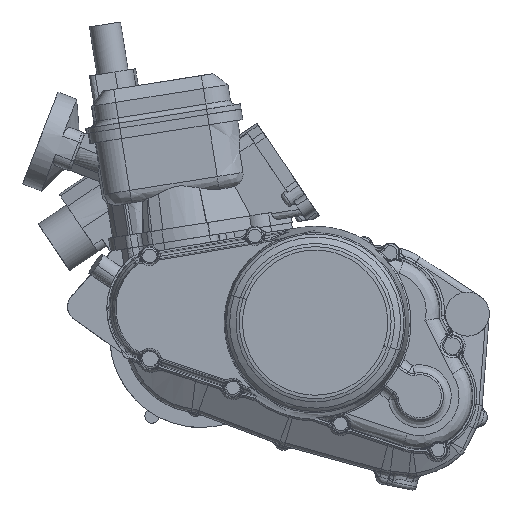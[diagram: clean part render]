
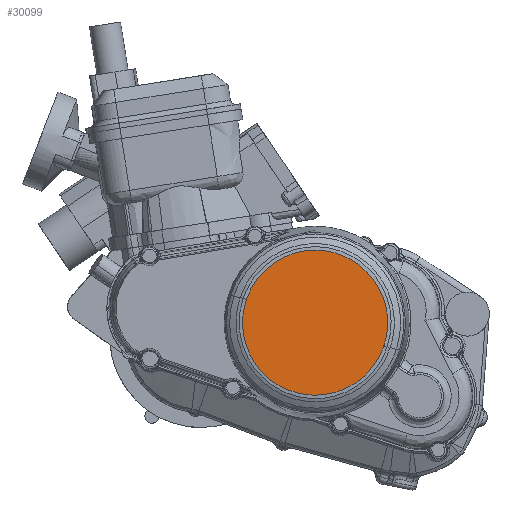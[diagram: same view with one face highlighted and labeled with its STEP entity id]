
A CAD part, left-side view. The second image highlights one B-rep face of the part: STEP entity #30099.
In plain terms, the highlighted free-form (B-spline) face has degree [1, 1] with [2, 2] control points.
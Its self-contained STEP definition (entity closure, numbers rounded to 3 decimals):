
#30060 = VERTEX_POINT('',#30061);
#30061 = CARTESIAN_POINT('',(-187.35,-9.394,
    14.415));
#30069 = VERTEX_POINT('',#30070);
#30070 = CARTESIAN_POINT('',(-187.35,-144.985,
    -31.249));
#30076 = EDGE_CURVE('',#30069,#30060,#30077,.T.);
#30077 = ( BOUNDED_CURVE() B_SPLINE_CURVE(2,(#30078,#30079,#30080,#30081
,#30082),.UNSPECIFIED.,.F.,.F.) B_SPLINE_CURVE_WITH_KNOTS((3,2,3),(0.,
1.571,3.142),.PIECEWISE_BEZIER_KNOTS.) CURVE() 
GEOMETRIC_REPRESENTATION_ITEM() RATIONAL_B_SPLINE_CURVE((1.,
0.707,1.,0.707,1.)) REPRESENTATION_ITEM('') );
#30078 = CARTESIAN_POINT('',(-187.35,-144.985,
    -31.249));
#30079 = CARTESIAN_POINT('',(-187.35,-122.153,
    -99.045));
#30080 = CARTESIAN_POINT('',(-187.35,-54.357,
    -76.213));
#30081 = CARTESIAN_POINT('',(-187.35,13.438,
    -53.38));
#30082 = CARTESIAN_POINT('',(-187.35,-9.394,
    14.415));
#30099 = ADVANCED_FACE('',(#30100),#30119,.F.);
#30100 = FACE_BOUND('',#30101,.F.);
#30101 = EDGE_LOOP('',(#30102,#30112,#30118));
#30102 = ORIENTED_EDGE('',*,*,#30103,.T.);
#30103 = EDGE_CURVE('',#30060,#30104,#30106,.T.);
#30104 = VERTEX_POINT('',#30105);
#30105 = CARTESIAN_POINT('',(-187.35,-145.141,
    -30.78));
#30106 = ( BOUNDED_CURVE() B_SPLINE_CURVE(2,(#30107,#30108,#30109,#30110
,#30111),.UNSPECIFIED.,.F.,.F.) B_SPLINE_CURVE_WITH_KNOTS((3,2,3),(0.,
1.567,3.135),.PIECEWISE_BEZIER_KNOTS.) CURVE() 
GEOMETRIC_REPRESENTATION_ITEM() RATIONAL_B_SPLINE_CURVE((1.,
0.708,1.,0.708,1.)) REPRESENTATION_ITEM('') );
#30107 = CARTESIAN_POINT('',(-187.35,-9.394,
    14.415));
#30108 = CARTESIAN_POINT('',(-187.35,-32.147,
    81.977));
#30109 = CARTESIAN_POINT('',(-187.35,-99.787,
    59.457));
#30110 = CARTESIAN_POINT('',(-187.35,-167.428,
    36.937));
#30111 = CARTESIAN_POINT('',(-187.35,-145.141,
    -30.78));
#30112 = ORIENTED_EDGE('',*,*,#30113,.F.);
#30113 = EDGE_CURVE('',#30069,#30104,#30114,.T.);
#30114 = ( BOUNDED_CURVE() B_SPLINE_CURVE(2,(#30115,#30116,#30117),
.UNSPECIFIED.,.F.,.F.) B_SPLINE_CURVE_WITH_KNOTS((3,3),(0.,
0.007),.PIECEWISE_BEZIER_KNOTS.) CURVE() 
GEOMETRIC_REPRESENTATION_ITEM() RATIONAL_B_SPLINE_CURVE((1.,
1.,1.)) REPRESENTATION_ITEM('') );
#30115 = CARTESIAN_POINT('',(-187.35,-144.985,
    -31.249));
#30116 = CARTESIAN_POINT('',(-187.35,-145.064,
    -31.015));
#30117 = CARTESIAN_POINT('',(-187.35,-145.141,
    -30.78));
#30118 = ORIENTED_EDGE('',*,*,#30076,.T.);
#30119 = B_SPLINE_SURFACE_WITH_KNOTS('',1,1,(
    (#30120,#30121)
    ,(#30122,#30123
    )),.UNSPECIFIED.,.F.,.F.,.F.,(2,2),(2,2),(28.734,
    139.466),(-20.966,89.766),
  .PIECEWISE_BEZIER_KNOTS.);
#30120 = CARTESIAN_POINT('',(-187.35,-122.778,
    -98.732));
#30121 = CARTESIAN_POINT('',(-187.35,-167.505,
    37.172));
#30122 = CARTESIAN_POINT('',(-187.35,13.126,
    -54.005));
#30123 = CARTESIAN_POINT('',(-187.35,-31.601,
    81.898));
